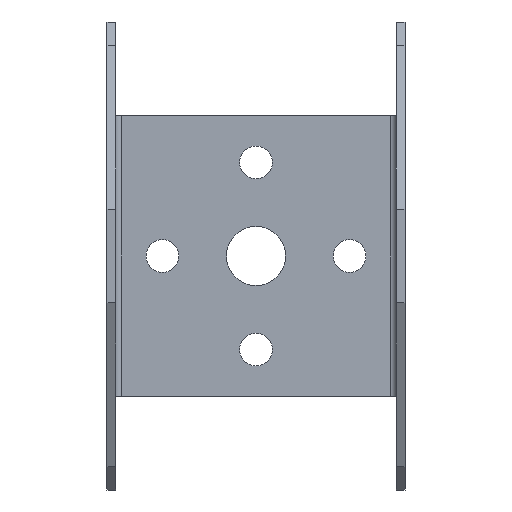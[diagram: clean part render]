
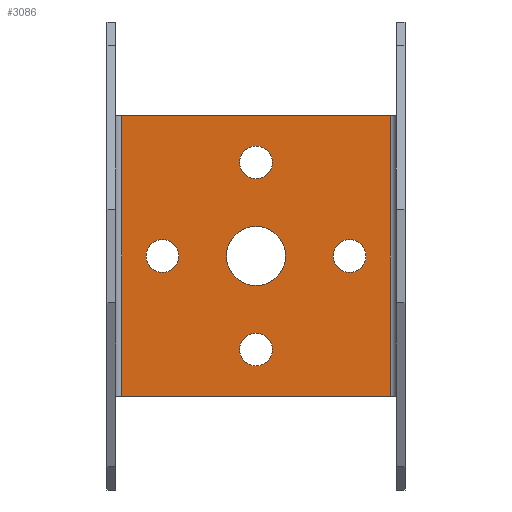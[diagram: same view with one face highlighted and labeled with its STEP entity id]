
A CAD part, front view. The second image highlights one B-rep face of the part: STEP entity #3086.
In plain terms, the highlighted planar face has unit normal (0, -1, 0).
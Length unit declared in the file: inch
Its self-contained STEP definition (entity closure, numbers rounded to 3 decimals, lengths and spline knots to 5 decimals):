
#297=LINE('',#4794,#709);
#298=LINE('',#4796,#710);
#299=LINE('',#4798,#711);
#300=LINE('',#4799,#712);
#709=VECTOR('',#3766,39.37008);
#710=VECTOR('',#3767,39.37008);
#711=VECTOR('',#3768,39.37008);
#712=VECTOR('',#3769,39.37008);
#852=PLANE('',#3267);
#1045=FACE_BOUND('',#1284,.T.);
#1046=FACE_BOUND('',#1285,.T.);
#1047=FACE_BOUND('',#1286,.T.);
#1048=FACE_BOUND('',#1287,.T.);
#1049=FACE_BOUND('',#1288,.T.);
#1066=FACE_OUTER_BOUND('',#1283,.T.);
#1283=EDGE_LOOP('',(#2496,#2497,#2498,#2499));
#1284=EDGE_LOOP('',(#2500));
#1285=EDGE_LOOP('',(#2501));
#1286=EDGE_LOOP('',(#2502));
#1287=EDGE_LOOP('',(#2503));
#1288=EDGE_LOOP('',(#2504));
#1428=CIRCLE('',#3235,0.0875);
#1430=CIRCLE('',#3238,0.0875);
#1432=CIRCLE('',#3241,0.0875);
#1434=CIRCLE('',#3244,0.0875);
#1436=CIRCLE('',#3247,0.1575);
#1454=VERTEX_POINT('',#4194);
#1456=VERTEX_POINT('',#4199);
#1458=VERTEX_POINT('',#4204);
#1460=VERTEX_POINT('',#4209);
#1462=VERTEX_POINT('',#4214);
#1739=VERTEX_POINT('',#4792);
#1740=VERTEX_POINT('',#4793);
#1741=VERTEX_POINT('',#4795);
#1742=VERTEX_POINT('',#4797);
#1744=EDGE_CURVE('',#1454,#1454,#1428,.T.);
#1746=EDGE_CURVE('',#1456,#1456,#1430,.T.);
#1748=EDGE_CURVE('',#1458,#1458,#1432,.T.);
#1750=EDGE_CURVE('',#1460,#1460,#1434,.T.);
#1752=EDGE_CURVE('',#1462,#1462,#1436,.T.);
#2041=EDGE_CURVE('',#1739,#1740,#297,.T.);
#2042=EDGE_CURVE('',#1741,#1740,#298,.T.);
#2043=EDGE_CURVE('',#1741,#1742,#299,.T.);
#2044=EDGE_CURVE('',#1739,#1742,#300,.T.);
#2496=ORIENTED_EDGE('',*,*,#2041,.T.);
#2497=ORIENTED_EDGE('',*,*,#2042,.F.);
#2498=ORIENTED_EDGE('',*,*,#2043,.T.);
#2499=ORIENTED_EDGE('',*,*,#2044,.F.);
#2500=ORIENTED_EDGE('',*,*,#1744,.F.);
#2501=ORIENTED_EDGE('',*,*,#1746,.F.);
#2502=ORIENTED_EDGE('',*,*,#1748,.F.);
#2503=ORIENTED_EDGE('',*,*,#1750,.F.);
#2504=ORIENTED_EDGE('',*,*,#1752,.F.);
#3086=ADVANCED_FACE('',(#1066,#1045,#1046,#1047,#1048,#1049),#852,.F.);
#3235=AXIS2_PLACEMENT_3D('',#4195,#3420,#3421);
#3238=AXIS2_PLACEMENT_3D('',#4200,#3426,#3427);
#3241=AXIS2_PLACEMENT_3D('',#4205,#3432,#3433);
#3244=AXIS2_PLACEMENT_3D('',#4210,#3438,#3439);
#3247=AXIS2_PLACEMENT_3D('',#4215,#3444,#3445);
#3267=AXIS2_PLACEMENT_3D('',#4791,#3764,#3765);
#3420=DIRECTION('center_axis',(0.,-1.,0.));
#3421=DIRECTION('ref_axis',(0.,0.,-1.));
#3426=DIRECTION('center_axis',(0.,-1.,0.));
#3427=DIRECTION('ref_axis',(0.,0.,-1.));
#3432=DIRECTION('center_axis',(0.,-1.,0.));
#3433=DIRECTION('ref_axis',(0.,0.,-1.));
#3438=DIRECTION('center_axis',(0.,-1.,0.));
#3439=DIRECTION('ref_axis',(0.,0.,-1.));
#3444=DIRECTION('center_axis',(0.,-1.,0.));
#3445=DIRECTION('ref_axis',(0.,0.,-1.));
#3764=DIRECTION('center_axis',(0.,1.,0.));
#3765=DIRECTION('ref_axis',(0.,0.,1.));
#3766=DIRECTION('',(1.,0.,0.));
#3767=DIRECTION('',(0.,0.,-1.));
#3768=DIRECTION('',(-1.,0.,0.));
#3769=DIRECTION('',(0.,0.,1.));
#4194=CARTESIAN_POINT('',(0.5,0.,-0.0875));
#4195=CARTESIAN_POINT('Origin',(0.5,0.,0.));
#4199=CARTESIAN_POINT('',(-0.5,0.,-0.0875));
#4200=CARTESIAN_POINT('Origin',(-0.5,0.,0.));
#4204=CARTESIAN_POINT('',(0.,0.,-0.5875));
#4205=CARTESIAN_POINT('Origin',(0.,0.,-0.5));
#4209=CARTESIAN_POINT('',(0.,0.,0.4125));
#4210=CARTESIAN_POINT('Origin',(0.,0.,0.5));
#4214=CARTESIAN_POINT('',(0.,0.,-0.1575));
#4215=CARTESIAN_POINT('Origin',(0.,0.,0.));
#4791=CARTESIAN_POINT('Origin',(-0.75,0.,1.25));
#4792=CARTESIAN_POINT('',(-0.718,0.,-0.75));
#4793=CARTESIAN_POINT('',(0.718,0.,-0.75));
#4794=CARTESIAN_POINT('',(-0.75,0.,-0.75));
#4795=CARTESIAN_POINT('',(0.718,0.,0.75));
#4796=CARTESIAN_POINT('',(0.718,0.,1.25));
#4797=CARTESIAN_POINT('',(-0.718,0.,0.75));
#4798=CARTESIAN_POINT('',(-0.75,0.,0.75));
#4799=CARTESIAN_POINT('',(-0.718,0.,-1.25));
